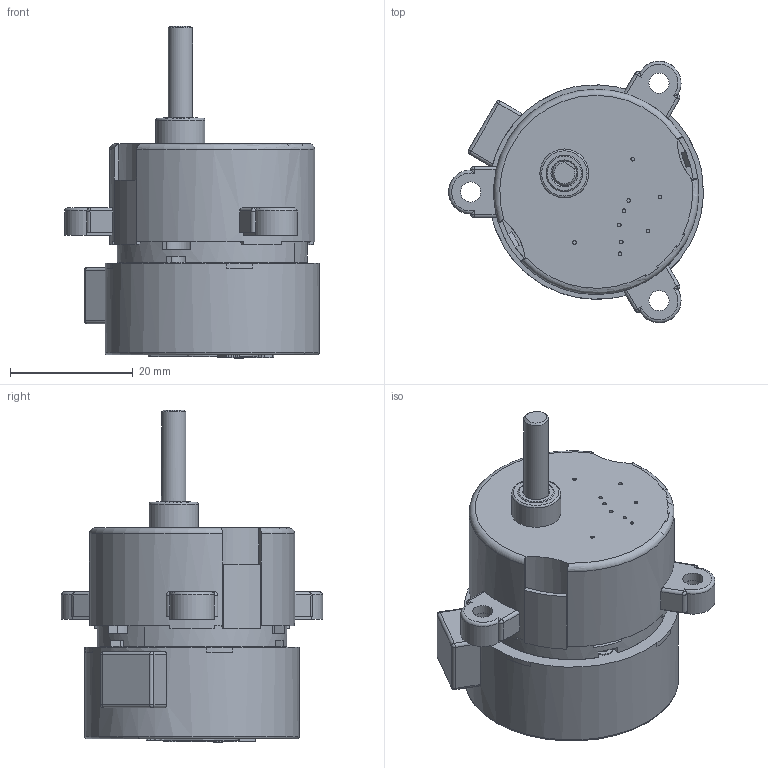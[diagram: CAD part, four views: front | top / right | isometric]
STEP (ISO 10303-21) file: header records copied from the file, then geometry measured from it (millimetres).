
FILE_DESCRIPTION(/* description */ (''),/* implementation_level */ '2;1');
FILE_NAME(/* name */ 'SM138_1',/* time_stamp */ '2020-10-29T14:16:06+01:00',/* author */ (''),/* organization */ (''),/* preprocessor_version */ 'ST-DEVELOPER v11',/* originating_system */ 'UGS - NX 5.0',/* authorisation */ '');
FILE_SCHEMA (('AUTOMOTIVE_DESIGN { 1 0 10303 214 1 1 1 1 }'));
Length unit declared in the file: millimetre
Products named in the file (1): LuigE167yisb
Bounding box: 41.6 x 42.71 x 54.2 mm (x, y, z)
Volume: 22312.2 mm3; surface area: 14102.1 mm2
Topology: 1 solids, 6 shells, 678 faces, 1776 edges, 1147 vertices
Faces by surface type: plane 309, cylinder 249, cone 51, torus 41, bspline 24, sphere 4
Full cylindrical faces by diameter (mm): 0.6 x9, 1.5 x9, 1.8 x6, 2.4 x1, 3.05 x2, 3.2 x3, 3.3 x3, 3.6 x3, 4 x2, 4.05 x1, 6 x2, 6.2 x1, 6.25 x2, 8 x2, 8.3 x1, 9 x1, 12 x1, 35 x1
Entity records: 22888 total; most frequent: CARTESIAN_POINT 5009, DIRECTION 3528, ORIENTED_EDGE 3370, EDGE_CURVE 1685, AXIS2_PLACEMENT_3D 1358, VERTEX_POINT 1127, EDGE_LOOP 846, LINE 812
